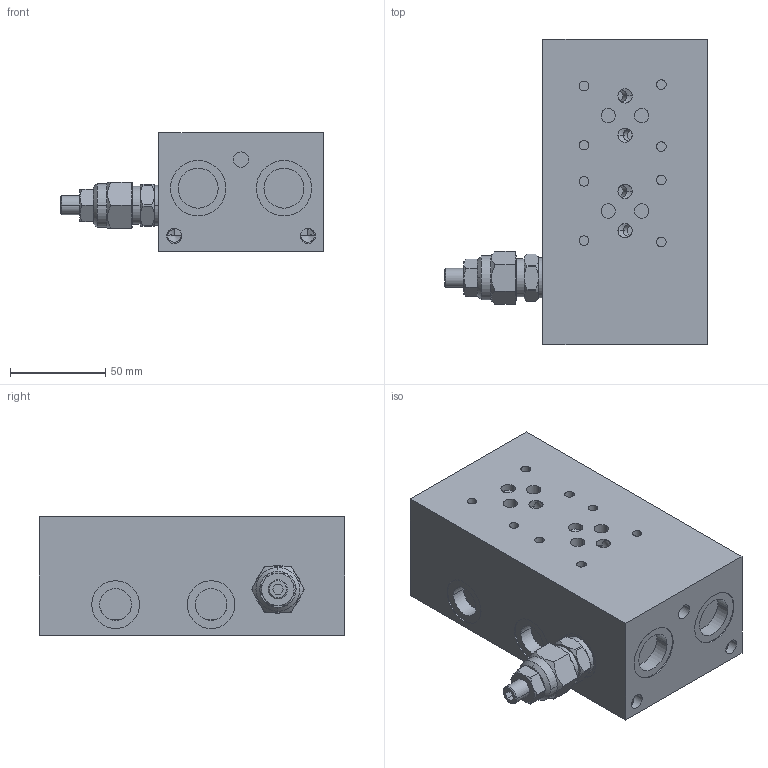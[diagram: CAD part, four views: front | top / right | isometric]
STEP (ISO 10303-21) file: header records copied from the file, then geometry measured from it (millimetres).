
FILE_DESCRIPTION( ( 'STEP AP214' ), '1' );
FILE_NAME( 'tmp0.step', '2010-03-17T07:00:55', ( ' ' ), ( ' ' ), 'XStep 1.0', ' ', ' ' );
FILE_SCHEMA( ( 'automotive_design' ) );
Length unit declared in the file: millimetre
Products named in the file (2): 1; 2
Bounding box: 137.4 x 160 x 62 mm (x, y, z)
Volume: 831805.1 mm3; surface area: 73973.4 mm2
Topology: 2 solids, 2 shells, 341 faces, 800 edges, 496 vertices
Faces by surface type: plane 145, cylinder 140, cone 56
Entity records: 19014 total; most frequent: CARTESIAN_POINT 2067, DIRECTION 1722, STYLED_ITEM 1619, PRESENTATION_STYLE_ASSIGNMENT 1619, COLOUR_RGB 1619, ORIENTED_EDGE 1560, EDGE_CURVE 780, CURVE_STYLE 780
